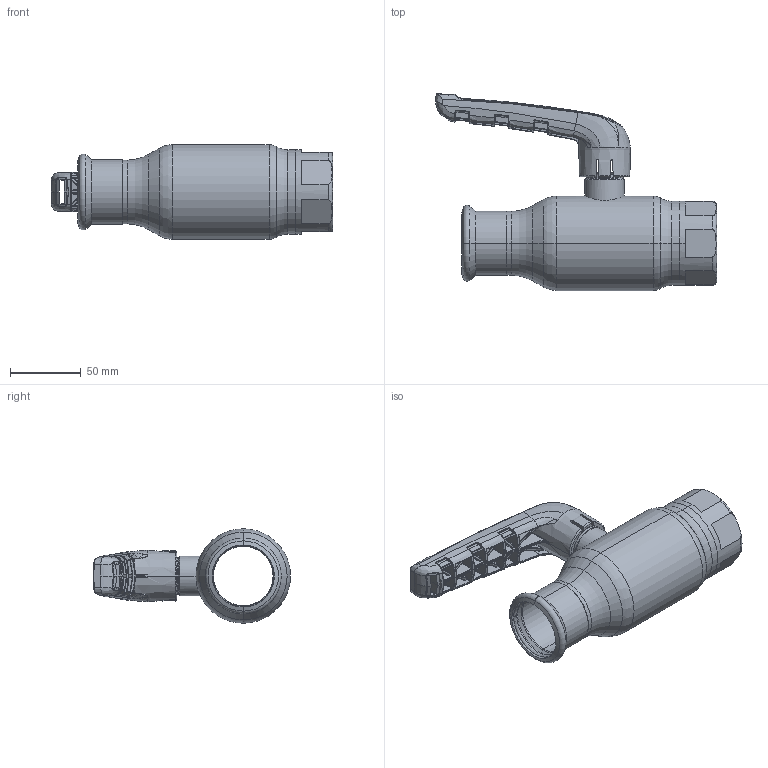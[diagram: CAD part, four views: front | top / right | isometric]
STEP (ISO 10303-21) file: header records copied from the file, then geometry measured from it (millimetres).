
FILE_DESCRIPTION (( 'STEP AP214' ), '1' );
FILE_NAME ('2040001000-xxxx.step', '2019-05-09T11:05:50', ( '' ), ( '' ), 'SwSTEP 2.0', 'SolidWorks 2017', '' );
FILE_SCHEMA (( 'AUTOMOTIVE_DESIGN' ));
Length unit declared in the file: millimetre
Products named in the file (1): 2040001000-xxxx
Bounding box: 198.35 x 139.05 x 66.68 mm (x, y, z)
Surface area: 72765.5 mm2 (no closed solid volume)
Topology: 0 solids, 10 shells, 855 faces, 2787 edges, 1787 vertices
Faces by surface type: bspline 709, plane 53, cylinder 34, cone 26, torus 25, sphere 8
Entity records: 63646 total; most frequent: CARTESIAN_POINT 36677, ORIENTED_EDGE 4495, EDGE_CURVE 2767, B_SPLINE_CURVE_WITH_KNOTS 1929, DIRECTION 1791, VERTEX_POINT 1785, EDGE_LOOP 864, UNCERTAINTY_MEASURE_WITH_UNIT 857
